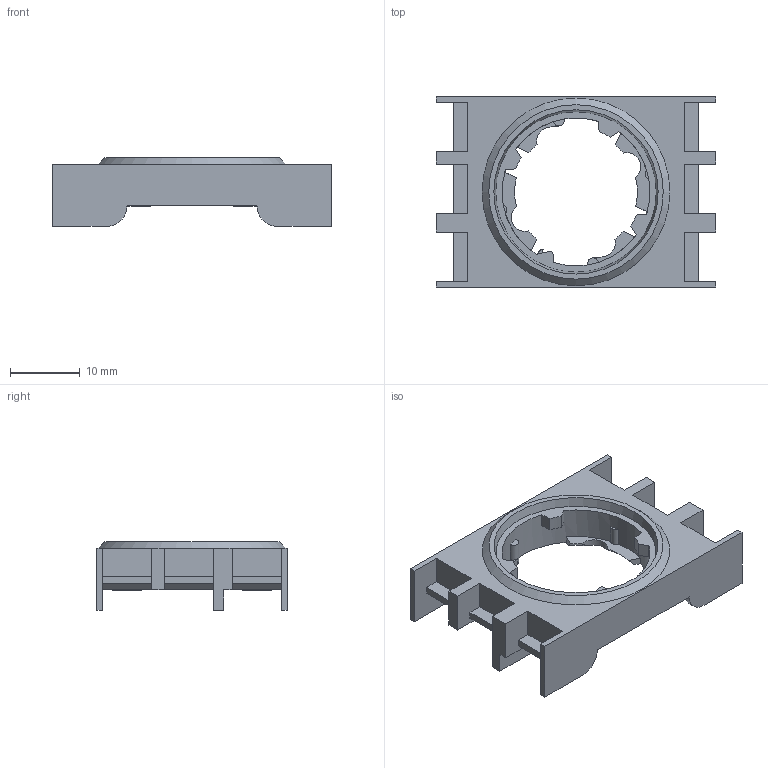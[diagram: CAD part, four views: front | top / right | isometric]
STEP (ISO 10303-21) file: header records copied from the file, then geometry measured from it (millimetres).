
FILE_DESCRIPTION(/* description */ (''),/* implementation_level */ '2;1');
FILE_NAME(/* name */ 'DMR_ipt.stp',/* time_stamp */ '2017-03-31T09:30:06+02:00',/* author */ ('ahoffmann'),/* organization */ (''),/* preprocessor_version */ 'ST-DEVELOPER v16.1',/* originating_system */ 'Autodesk Inventor 2016',/* authorisation */ '');
FILE_SCHEMA (('AUTOMOTIVE_DESIGN { 1 0 10303 214 3 1 1 }'));
Length unit declared in the file: millimetre
Products named in the file (1): DMR_ipt
Bounding box: 40 x 27.3 x 9.85 mm (x, y, z)
Volume: 3185.1 mm3; surface area: 3813.5 mm2
Topology: 1 solids, 1 shells, 174 faces, 494 edges, 329 vertices
Faces by surface type: plane 131, cylinder 29, cone 8, sphere 6
Full cylindrical faces by diameter (mm): 21.2 x1
Entity records: 5618 total; most frequent: CARTESIAN_POINT 1028, ORIENTED_EDGE 972, DIRECTION 928, EDGE_CURVE 486, LINE 370, VECTOR 370, VERTEX_POINT 325, AXIS2_PLACEMENT_3D 279
